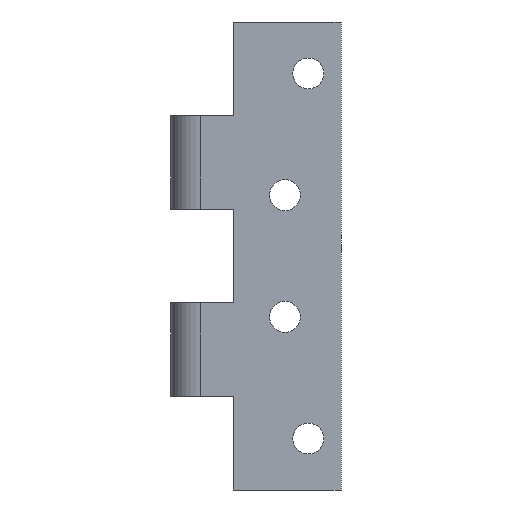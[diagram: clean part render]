
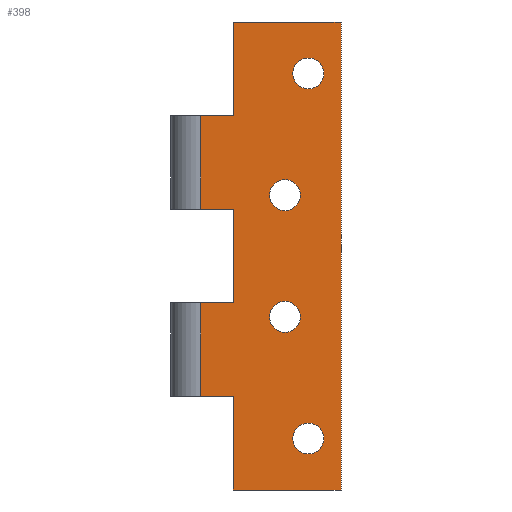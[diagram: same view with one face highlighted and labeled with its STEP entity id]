
A CAD part, front view. The second image highlights one B-rep face of the part: STEP entity #398.
In plain terms, the highlighted planar face has unit normal (0, -1, 0).
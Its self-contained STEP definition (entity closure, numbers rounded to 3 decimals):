
#19=FACE_BOUND('',#73,.T.);
#20=FACE_BOUND('',#74,.T.);
#21=FACE_BOUND('',#75,.T.);
#22=FACE_BOUND('',#76,.T.);
#28=PLANE('',#457);
#48=FACE_OUTER_BOUND('',#72,.T.);
#72=EDGE_LOOP('',(#321,#322,#323,#324,#325,#326,#327,#328,#329,#330,#331,
#332));
#73=EDGE_LOOP('',(#333));
#74=EDGE_LOOP('',(#334));
#75=EDGE_LOOP('',(#335));
#76=EDGE_LOOP('',(#336));
#97=LINE('',#622,#135);
#99=LINE('',#631,#137);
#111=LINE('',#657,#149);
#112=LINE('',#659,#150);
#113=LINE('',#660,#151);
#114=LINE('',#662,#152);
#115=LINE('',#664,#153);
#116=LINE('',#665,#154);
#117=LINE('',#667,#155);
#118=LINE('',#669,#156);
#119=LINE('',#671,#157);
#120=LINE('',#672,#158);
#135=VECTOR('',#516,1000.);
#137=VECTOR('',#524,1000.);
#149=VECTOR('',#542,1000.);
#150=VECTOR('',#543,1000.);
#151=VECTOR('',#544,1000.);
#152=VECTOR('',#545,1000.);
#153=VECTOR('',#546,1000.);
#154=VECTOR('',#547,1000.);
#155=VECTOR('',#548,1000.);
#156=VECTOR('',#549,1000.);
#157=VECTOR('',#550,1000.);
#158=VECTOR('',#551,1000.);
#168=CIRCLE('',#434,3.3);
#170=CIRCLE('',#437,3.3);
#172=CIRCLE('',#440,3.3);
#174=CIRCLE('',#443,3.3);
#184=VERTEX_POINT('',#584);
#186=VERTEX_POINT('',#590);
#188=VERTEX_POINT('',#596);
#190=VERTEX_POINT('',#602);
#196=VERTEX_POINT('',#619);
#197=VERTEX_POINT('',#621);
#200=VERTEX_POINT('',#628);
#201=VERTEX_POINT('',#630);
#211=VERTEX_POINT('',#655);
#212=VERTEX_POINT('',#656);
#213=VERTEX_POINT('',#658);
#214=VERTEX_POINT('',#661);
#215=VERTEX_POINT('',#663);
#216=VERTEX_POINT('',#666);
#217=VERTEX_POINT('',#668);
#218=VERTEX_POINT('',#670);
#221=EDGE_CURVE('',#184,#184,#168,.T.);
#224=EDGE_CURVE('',#186,#186,#170,.T.);
#227=EDGE_CURVE('',#188,#188,#172,.T.);
#230=EDGE_CURVE('',#190,#190,#174,.T.);
#238=EDGE_CURVE('',#196,#197,#97,.T.);
#242=EDGE_CURVE('',#200,#201,#99,.T.);
#255=EDGE_CURVE('',#211,#212,#111,.T.);
#256=EDGE_CURVE('',#211,#213,#112,.T.);
#257=EDGE_CURVE('',#213,#201,#113,.T.);
#258=EDGE_CURVE('',#200,#214,#114,.T.);
#259=EDGE_CURVE('',#214,#215,#115,.T.);
#260=EDGE_CURVE('',#215,#197,#116,.T.);
#261=EDGE_CURVE('',#196,#216,#117,.T.);
#262=EDGE_CURVE('',#216,#217,#118,.T.);
#263=EDGE_CURVE('',#217,#218,#119,.T.);
#264=EDGE_CURVE('',#218,#212,#120,.T.);
#321=ORIENTED_EDGE('',*,*,#255,.F.);
#322=ORIENTED_EDGE('',*,*,#256,.T.);
#323=ORIENTED_EDGE('',*,*,#257,.T.);
#324=ORIENTED_EDGE('',*,*,#242,.F.);
#325=ORIENTED_EDGE('',*,*,#258,.T.);
#326=ORIENTED_EDGE('',*,*,#259,.T.);
#327=ORIENTED_EDGE('',*,*,#260,.T.);
#328=ORIENTED_EDGE('',*,*,#238,.F.);
#329=ORIENTED_EDGE('',*,*,#261,.T.);
#330=ORIENTED_EDGE('',*,*,#262,.T.);
#331=ORIENTED_EDGE('',*,*,#263,.T.);
#332=ORIENTED_EDGE('',*,*,#264,.T.);
#333=ORIENTED_EDGE('',*,*,#221,.T.);
#334=ORIENTED_EDGE('',*,*,#224,.T.);
#335=ORIENTED_EDGE('',*,*,#227,.T.);
#336=ORIENTED_EDGE('',*,*,#230,.T.);
#398=ADVANCED_FACE('',(#48,#19,#20,#21,#22),#28,.T.);
#434=AXIS2_PLACEMENT_3D('',#586,#475,#476);
#437=AXIS2_PLACEMENT_3D('',#592,#482,#483);
#440=AXIS2_PLACEMENT_3D('',#598,#489,#490);
#443=AXIS2_PLACEMENT_3D('',#604,#496,#497);
#457=AXIS2_PLACEMENT_3D('',#654,#540,#541);
#475=DIRECTION('center_axis',(0.,1.,0.));
#476=DIRECTION('ref_axis',(0.,0.,1.));
#482=DIRECTION('center_axis',(0.,1.,0.));
#483=DIRECTION('ref_axis',(0.,0.,1.));
#489=DIRECTION('center_axis',(0.,1.,0.));
#490=DIRECTION('ref_axis',(0.,0.,1.));
#496=DIRECTION('center_axis',(0.,1.,0.));
#497=DIRECTION('ref_axis',(0.,0.,1.));
#516=DIRECTION('',(0.,0.,1.));
#524=DIRECTION('',(0.,0.,1.));
#540=DIRECTION('center_axis',(0.,-1.,0.));
#541=DIRECTION('ref_axis',(0.,0.,-1.));
#542=DIRECTION('',(1.,0.,0.));
#543=DIRECTION('',(0.,0.,-1.));
#544=DIRECTION('',(-1.,0.,0.));
#545=DIRECTION('',(1.,0.,0.));
#546=DIRECTION('',(0.,0.,-1.));
#547=DIRECTION('',(-1.,0.,0.));
#548=DIRECTION('',(1.,0.,0.));
#549=DIRECTION('',(0.,0.,-1.));
#550=DIRECTION('',(1.,0.,0.));
#551=DIRECTION('',(0.,0.,1.));
#584=CARTESIAN_POINT('',(18.,0.,-59.7));
#586=CARTESIAN_POINT('Origin',(18.,0.,-63.));
#590=CARTESIAN_POINT('',(18.,0.,-33.7));
#592=CARTESIAN_POINT('Origin',(18.,0.,-37.));
#596=CARTESIAN_POINT('',(23.,0.,-7.7));
#598=CARTESIAN_POINT('Origin',(23.,0.,-11.));
#602=CARTESIAN_POINT('',(23.,0.,-85.7));
#604=CARTESIAN_POINT('Origin',(23.,0.,-89.));
#619=CARTESIAN_POINT('',(0.,0.,-80.));
#621=CARTESIAN_POINT('',(0.,0.,-60.));
#622=CARTESIAN_POINT('',(0.,0.,-100.));
#628=CARTESIAN_POINT('',(0.,0.,-40.));
#630=CARTESIAN_POINT('',(0.,0.,-20.));
#631=CARTESIAN_POINT('',(0.,0.,-100.));
#654=CARTESIAN_POINT('Origin',(0.,0.,-100.));
#655=CARTESIAN_POINT('',(6.985,0.,0.));
#656=CARTESIAN_POINT('',(30.,0.,0.));
#657=CARTESIAN_POINT('',(0.,0.,0.));
#658=CARTESIAN_POINT('',(6.985,0.,-20.));
#659=CARTESIAN_POINT('',(6.985,0.,0.));
#660=CARTESIAN_POINT('',(6.985,0.,-20.));
#661=CARTESIAN_POINT('',(6.985,0.,-40.));
#662=CARTESIAN_POINT('',(-6.985,0.,-40.));
#663=CARTESIAN_POINT('',(6.985,0.,-60.));
#664=CARTESIAN_POINT('',(6.985,0.,-40.));
#665=CARTESIAN_POINT('',(6.985,0.,-60.));
#666=CARTESIAN_POINT('',(6.985,0.,-80.));
#667=CARTESIAN_POINT('',(-6.985,0.,-80.));
#668=CARTESIAN_POINT('',(6.985,0.,-100.));
#669=CARTESIAN_POINT('',(6.985,0.,-80.));
#670=CARTESIAN_POINT('',(30.,0.,-100.));
#671=CARTESIAN_POINT('',(0.,0.,-100.));
#672=CARTESIAN_POINT('',(30.,0.,-100.));
